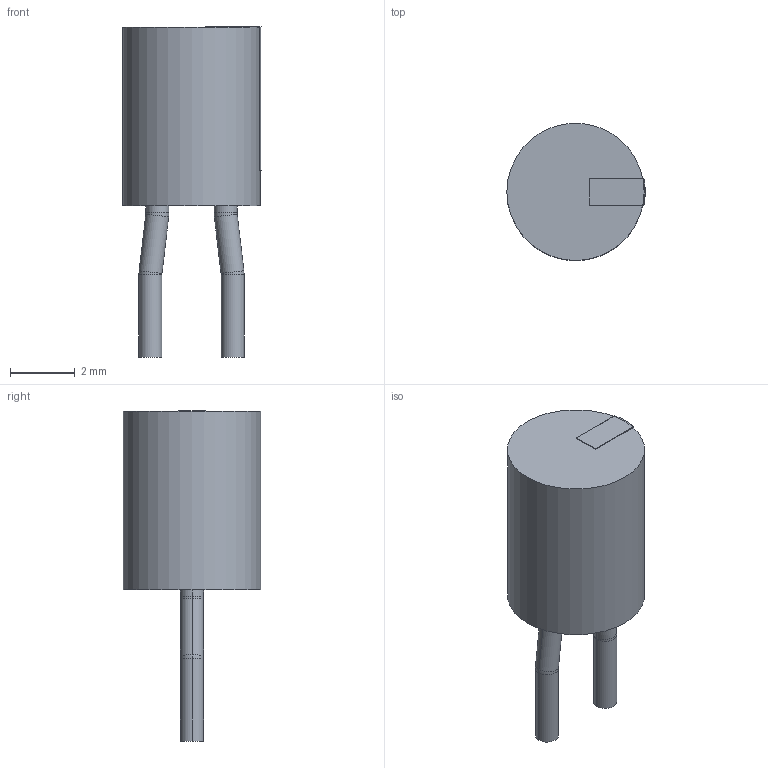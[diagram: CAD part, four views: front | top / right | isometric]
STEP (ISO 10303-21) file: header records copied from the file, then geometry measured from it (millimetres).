
FILE_DESCRIPTION(('STEP AP214'),'1');
FILE_NAME('LED_SSL-LX30_T-3_LUM','2024-01-10T01:57:10',(''),(''),'','','');
FILE_SCHEMA(('AUTOMOTIVE_DESIGN'));
Length unit declared in the file: millimetre
Products named in the file (1): product
Bounding box: 4.27 x 4.24 x 10.2 mm (x, y, z)
Volume: 81.7 mm3; surface area: 134.8 mm2
Topology: 4 solids, 4 shells, 35 faces, 65 edges, 38 vertices
Faces by surface type: cylinder 15, plane 12, torus 8
Full cylindrical faces by diameter (mm): 4.242 x1
Entity records: 1022 total; most frequent: DIRECTION 176, ORIENTED_EDGE 128, CARTESIAN_POINT 96, AXIS2_PLACEMENT_3D 75, EDGE_CURVE 64, CIRCLE 38, VERTEX_POINT 38, EDGE_LOOP 36
